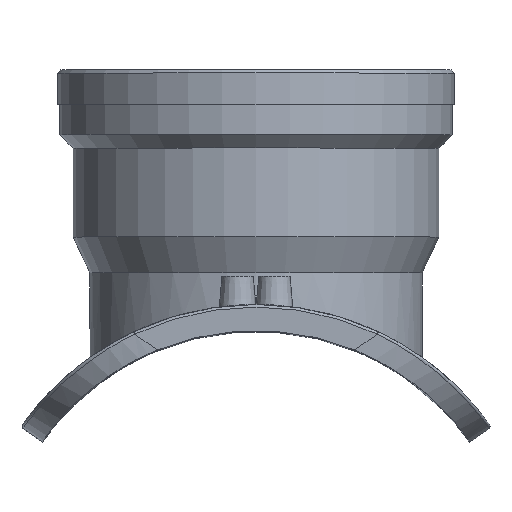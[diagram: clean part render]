
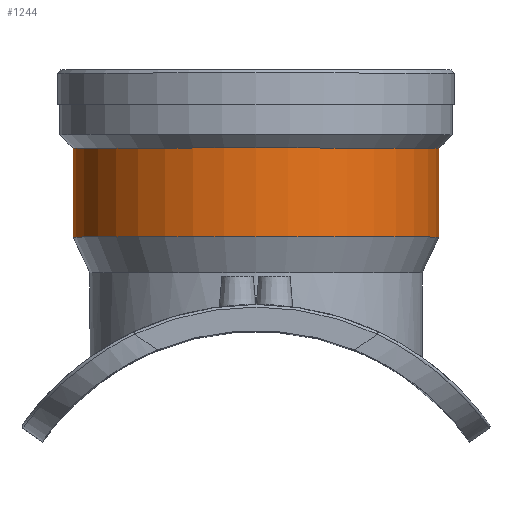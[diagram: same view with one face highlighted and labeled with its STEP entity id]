
A CAD part, top view. The second image highlights one B-rep face of the part: STEP entity #1244.
In plain terms, the highlighted cylindrical face has radius 87.5 mm (diameter 175 mm), a full revolution.
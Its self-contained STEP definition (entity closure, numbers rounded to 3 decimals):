
#72=FACE_BOUND('',#301,.T.);
#184=FACE_OUTER_BOUND('',#300,.T.);
#300=EDGE_LOOP('',(#1119));
#301=EDGE_LOOP('',(#1120));
#372=CIRCLE('',#1391,87.5);
#373=CIRCLE('',#1393,87.5);
#628=VERTEX_POINT('',#3248);
#629=VERTEX_POINT('',#3251);
#793=EDGE_CURVE('',#628,#628,#372,.T.);
#794=EDGE_CURVE('',#629,#629,#373,.T.);
#1119=ORIENTED_EDGE('',*,*,#793,.T.);
#1120=ORIENTED_EDGE('',*,*,#794,.F.);
#1161=CYLINDRICAL_SURFACE('',#1392,87.5);
#1244=ADVANCED_FACE('',(#184,#72),#1161,.T.);
#1391=AXIS2_PLACEMENT_3D('',#3249,#1731,#1732);
#1392=AXIS2_PLACEMENT_3D('',#3250,#1733,#1734);
#1393=AXIS2_PLACEMENT_3D('',#3252,#1735,#1736);
#1731=DIRECTION('center_axis',(0.,1.,0.));
#1732=DIRECTION('ref_axis',(1.,0.,0.));
#1733=DIRECTION('center_axis',(0.,1.,0.));
#1734=DIRECTION('ref_axis',(0.,0.,1.));
#1735=DIRECTION('center_axis',(0.,1.,0.));
#1736=DIRECTION('ref_axis',(1.,0.,0.));
#3248=CARTESIAN_POINT('',(0.,170.,87.5));
#3249=CARTESIAN_POINT('Origin',(0.,170.,0.));
#3250=CARTESIAN_POINT('Origin',(0.,191.25,0.));
#3251=CARTESIAN_POINT('',(0.,212.5,87.5));
#3252=CARTESIAN_POINT('Origin',(0.,212.5,0.));
